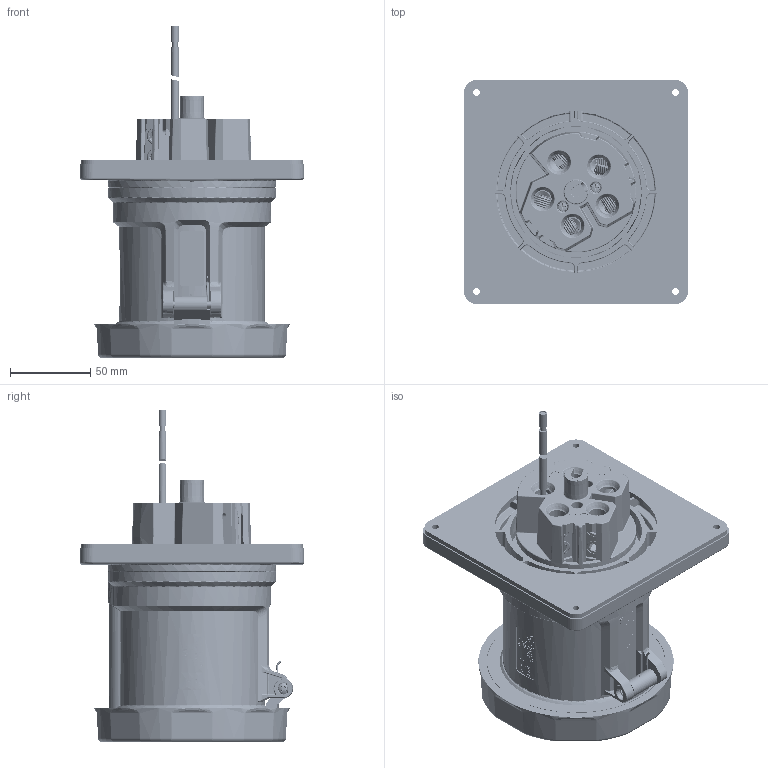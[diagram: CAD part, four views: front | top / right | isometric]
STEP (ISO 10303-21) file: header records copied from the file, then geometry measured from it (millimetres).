
FILE_DESCRIPTION (( 'STEP AP214' ), '1' );
FILE_NAME ('ORC5136-M01.STEP', '2024-07-25T15:47:22', ( '' ), ( '' ), 'SwSTEP 2.0', 'SolidWorks 2020', '' );
FILE_SCHEMA (( 'AUTOMOTIVE_DESIGN' ));
Length unit declared in the file: inch
Products named in the file (1): ORC5136-M01
Bounding box: 139.7 x 139.7 x 206.82 mm (x, y, z)
Volume: 1319025.6 mm3; surface area: 388321.7 mm2
Topology: 45 solids, 47 shells, 6765 faces, 16669 edges, 9936 vertices
Faces by surface type: plane 1985, bspline 1969, cylinder 1648, torus 430, cone 373, sphere 360
Full cylindrical faces by diameter (mm): 1.092 x2, 2.261 x1, 2.286 x5, 2.362 x1, 2.539 x2, 2.616 x10, 2.8 x2, 3.175 x2, 3.302 x3, 3.48 x10, 3.607 x10, 3.886 x10, 3.969 x1, 3.988 x1, 4.318 x4, 4.775 x3, 5.334 x10, 5.461 x1, 5.563 x1, 7.874 x10, 9.921 x15, 11.354 x4, 101.6 x1
Entity records: 381387 total; most frequent: CARTESIAN_POINT 155265, ORIENTED_EDGE 31784, DIRECTION 23705, EDGE_CURVE 15892, VERTEX_POINT 9733, AXIS2_PLACEMENT_3D 8975, EDGE_LOOP 7483, FACE_OUTER_BOUND 6952
